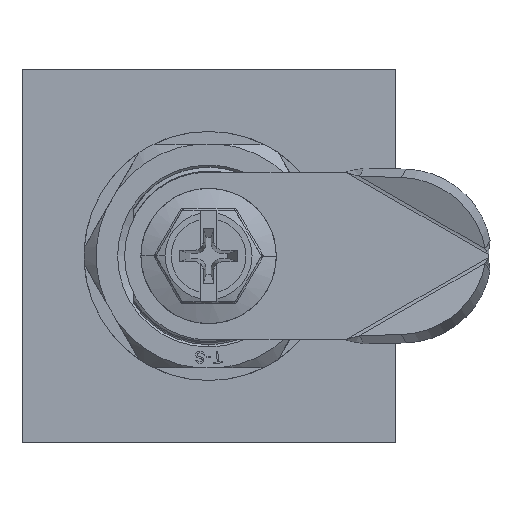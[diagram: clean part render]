
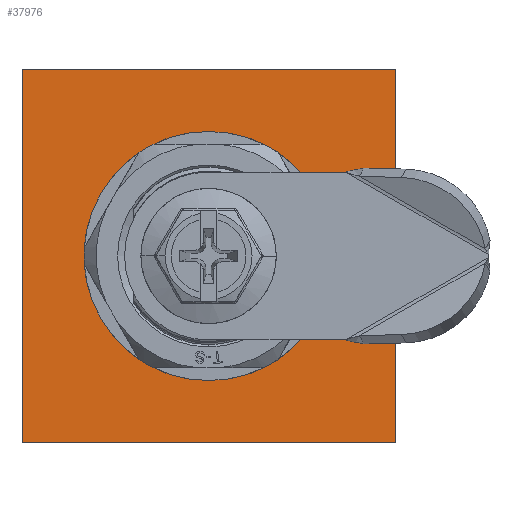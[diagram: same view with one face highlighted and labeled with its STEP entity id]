
A CAD part, front view. The second image highlights one B-rep face of the part: STEP entity #37976.
In plain terms, the highlighted planar face has unit normal (0, -1, 0).
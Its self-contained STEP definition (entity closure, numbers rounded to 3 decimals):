
#195 = CARTESIAN_POINT ( 'NONE',  ( 20., 0., 20. ) ) ;
#984 = EDGE_CURVE ( 'NONE', #5190, #18876, #8122, .T. ) ;
#3681 = DIRECTION ( 'NONE',  ( 0., 1., 0. ) ) ;
#5179 = LINE ( 'NONE', #11914, #25379 ) ;
#5190 = VERTEX_POINT ( 'NONE', #43169 ) ;
#5354 = VECTOR ( 'NONE', #32640, 1000. ) ;
#6583 = LINE ( 'NONE', #28407, #5354 ) ;
#6634 = CARTESIAN_POINT ( 'NONE',  ( 0., 0., 0. ) ) ;
#7019 = DIRECTION ( 'NONE',  ( 0., 0., 1. ) ) ;
#7576 = VERTEX_POINT ( 'NONE', #195 ) ;
#7949 = LINE ( 'NONE', #44518, #47053 ) ;
#8122 = LINE ( 'NONE', #36719, #49767 ) ;
#10686 = DIRECTION ( 'NONE',  ( 0., 0., 1. ) ) ;
#10851 = DIRECTION ( 'NONE',  ( 1., 0., 0. ) ) ;
#10909 = CARTESIAN_POINT ( 'NONE',  ( 0., 0., 0. ) ) ;
#11816 = CARTESIAN_POINT ( 'NONE',  ( 0., 0., 0. ) ) ;
#11914 = CARTESIAN_POINT ( 'NONE',  ( 20., 0., -20. ) ) ;
#13778 = EDGE_CURVE ( 'NONE', #34854, #30217, #6583, .T. ) ;
#13900 = CARTESIAN_POINT ( 'NONE',  ( -20., 0., -20. ) ) ;
#14016 = CARTESIAN_POINT ( 'NONE',  ( -8.25, 0., -5.196 ) ) ;
#14710 = VECTOR ( 'NONE', #10851, 1000. ) ;
#15583 = CARTESIAN_POINT ( 'NONE',  ( 0., 0., 9.75 ) ) ;
#15905 = DIRECTION ( 'NONE',  ( 0., 0., 1. ) ) ;
#15974 = LINE ( 'NONE', #27264, #14710 ) ;
#16009 = DIRECTION ( 'NONE',  ( -1., 0., 0. ) ) ;
#18676 = ORIENTED_EDGE ( 'NONE', *, *, #984, .F. ) ;
#18876 = VERTEX_POINT ( 'NONE', #42378 ) ;
#18926 = ORIENTED_EDGE ( 'NONE', *, *, #27468, .T. ) ;
#19428 = FACE_BOUND ( 'NONE', #50266, .T. ) ;
#22509 = EDGE_CURVE ( 'NONE', #37265, #49137, #36513, .T. ) ;
#23889 = CIRCLE ( 'NONE', #41865, 9.75 ) ;
#24734 = ORIENTED_EDGE ( 'NONE', *, *, #25837, .F. ) ;
#25360 = ORIENTED_EDGE ( 'NONE', *, *, #22509, .T. ) ;
#25379 = VECTOR ( 'NONE', #16009, 1000. ) ;
#25837 = EDGE_CURVE ( 'NONE', #37265, #31159, #7949, .T. ) ;
#27139 = PLANE ( 'NONE',  #33469 ) ;
#27264 = CARTESIAN_POINT ( 'NONE',  ( -20., 0., 20. ) ) ;
#27468 = EDGE_CURVE ( 'NONE', #49137, #18876, #35105, .T. ) ;
#27753 = DIRECTION ( 'NONE',  ( 0., 0., -1. ) ) ;
#27881 = CARTESIAN_POINT ( 'NONE',  ( 0., 0., 0. ) ) ;
#28403 = ORIENTED_EDGE ( 'NONE', *, *, #37266, .T. ) ;
#28407 = CARTESIAN_POINT ( 'NONE',  ( -20., 0., -20. ) ) ;
#28480 = CARTESIAN_POINT ( 'NONE',  ( -20., 0., 20. ) ) ;
#28952 = ORIENTED_EDGE ( 'NONE', *, *, #35662, .F. ) ;
#30217 = VERTEX_POINT ( 'NONE', #28480 ) ;
#30770 = EDGE_LOOP ( 'NONE', ( #51415, #31854, #28952, #34281 ) ) ;
#31159 = VERTEX_POINT ( 'NONE', #14016 ) ;
#31212 = DIRECTION ( 'NONE',  ( 0., 1., 0. ) ) ;
#31815 = CARTESIAN_POINT ( 'NONE',  ( 20., 0., 20. ) ) ;
#31854 = ORIENTED_EDGE ( 'NONE', *, *, #47043, .F. ) ;
#31938 = DIRECTION ( 'NONE',  ( 0., 0., 1. ) ) ;
#32335 = EDGE_CURVE ( 'NONE', #30217, #7576, #15974, .T. ) ;
#32640 = DIRECTION ( 'NONE',  ( 0., 0., 1. ) ) ;
#33469 = AXIS2_PLACEMENT_3D ( 'NONE', #10909, #31212, #7019 ) ;
#34281 = ORIENTED_EDGE ( 'NONE', *, *, #32335, .F. ) ;
#34854 = VERTEX_POINT ( 'NONE', #13900 ) ;
#34879 = DIRECTION ( 'NONE',  ( 0., 1., 0. ) ) ;
#35105 = CIRCLE ( 'NONE', #42637, 9.75 ) ;
#35662 = EDGE_CURVE ( 'NONE', #7576, #50985, #39709, .T. ) ;
#36513 = CIRCLE ( 'NONE', #44418, 9.75 ) ;
#36719 = CARTESIAN_POINT ( 'NONE',  ( 8.25, 0., -5.196 ) ) ;
#37265 = VERTEX_POINT ( 'NONE', #40277 ) ;
#37266 = EDGE_CURVE ( 'NONE', #5190, #31159, #23889, .T. ) ;
#37976 = ADVANCED_FACE ( 'NONE', ( #19428, #40881 ), #27139, .F. ) ;
#38200 = DIRECTION ( 'NONE',  ( 0., 0., -1. ) ) ;
#39709 = LINE ( 'NONE', #31815, #40991 ) ;
#40053 = DIRECTION ( 'NONE',  ( 0., 1., 0. ) ) ;
#40277 = CARTESIAN_POINT ( 'NONE',  ( -8.25, 0., 5.196 ) ) ;
#40765 = DIRECTION ( 'NONE',  ( 0., 0., 1. ) ) ;
#40881 = FACE_OUTER_BOUND ( 'NONE', #30770, .T. ) ;
#40991 = VECTOR ( 'NONE', #27753, 1000. ) ;
#41865 = AXIS2_PLACEMENT_3D ( 'NONE', #27881, #3681, #31938 ) ;
#42378 = CARTESIAN_POINT ( 'NONE',  ( 8.25, 0., 5.196 ) ) ;
#42637 = AXIS2_PLACEMENT_3D ( 'NONE', #11816, #40053, #15905 ) ;
#43169 = CARTESIAN_POINT ( 'NONE',  ( 8.25, 0., -5.196 ) ) ;
#43692 = CARTESIAN_POINT ( 'NONE',  ( 20., 0., -20. ) ) ;
#44418 = AXIS2_PLACEMENT_3D ( 'NONE', #6634, #34879, #10686 ) ;
#44518 = CARTESIAN_POINT ( 'NONE',  ( -8.25, 0., 5.196 ) ) ;
#47043 = EDGE_CURVE ( 'NONE', #50985, #34854, #5179, .T. ) ;
#47053 = VECTOR ( 'NONE', #38200, 1000. ) ;
#49137 = VERTEX_POINT ( 'NONE', #15583 ) ;
#49767 = VECTOR ( 'NONE', #40765, 1000. ) ;
#50266 = EDGE_LOOP ( 'NONE', ( #18676, #28403, #24734, #25360, #18926 ) ) ;
#50985 = VERTEX_POINT ( 'NONE', #43692 ) ;
#51415 = ORIENTED_EDGE ( 'NONE', *, *, #13778, .F. ) ;
